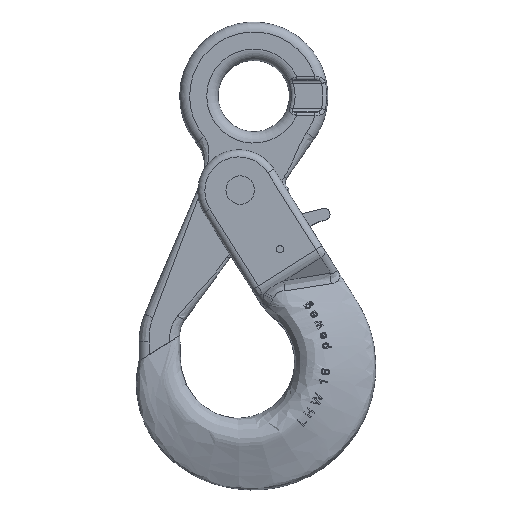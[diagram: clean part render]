
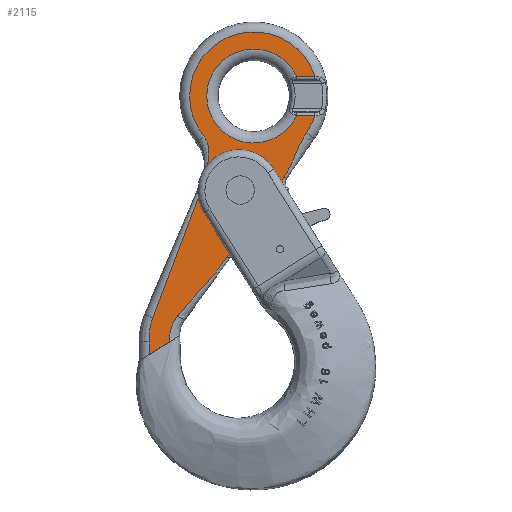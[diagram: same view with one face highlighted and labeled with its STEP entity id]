
A CAD part, top view. The second image highlights one B-rep face of the part: STEP entity #2115.
In plain terms, the highlighted planar face has unit normal (0, 0, 1).
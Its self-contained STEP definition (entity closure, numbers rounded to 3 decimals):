
#44=(
BOUNDED_CURVE()
B_SPLINE_CURVE(3,(#23229,#23230,#23231,#23232,#23233,#23234,#23235,#23236,
#23237,#23238,#23239,#23240),.UNSPECIFIED.,.F.,.F.)
B_SPLINE_CURVE_WITH_KNOTS((4,2,2,2,2,4),(0.,0.102,0.252,
0.401,0.701,1.),.UNSPECIFIED.)
CURVE()
GEOMETRIC_REPRESENTATION_ITEM()
RATIONAL_B_SPLINE_CURVE((1.,1.,1.,1.,1.,1.,1.,1.,1.,1.,1.,1.))
REPRESENTATION_ITEM('')
);
#45=(
BOUNDED_CURVE()
B_SPLINE_CURVE(3,(#23244,#23245,#23246,#23247),.UNSPECIFIED.,.F.,.F.)
B_SPLINE_CURVE_WITH_KNOTS((4,4),(0.,1.),.UNSPECIFIED.)
CURVE()
GEOMETRIC_REPRESENTATION_ITEM()
RATIONAL_B_SPLINE_CURVE((1.,1.,1.,1.))
REPRESENTATION_ITEM('')
);
#46=(
BOUNDED_CURVE()
B_SPLINE_CURVE(3,(#23249,#23250,#23251,#23252),.UNSPECIFIED.,.F.,.F.)
B_SPLINE_CURVE_WITH_KNOTS((4,4),(0.,1.),.UNSPECIFIED.)
CURVE()
GEOMETRIC_REPRESENTATION_ITEM()
RATIONAL_B_SPLINE_CURVE((1.,1.,1.,1.))
REPRESENTATION_ITEM('')
);
#47=(
BOUNDED_CURVE()
B_SPLINE_CURVE(3,(#23255,#23256,#23257,#23258,#23259,#23260),.UNSPECIFIED.,
.F.,.F.)
B_SPLINE_CURVE_WITH_KNOTS((4,2,4),(0.,0.52,1.),.UNSPECIFIED.)
CURVE()
GEOMETRIC_REPRESENTATION_ITEM()
RATIONAL_B_SPLINE_CURVE((1.,1.,1.,1.,1.,1.))
REPRESENTATION_ITEM('')
);
#48=(
BOUNDED_CURVE()
B_SPLINE_CURVE(3,(#23262,#23263,#23264,#23265,#23266,#23267,#23268),.UNSPECIFIED.,
.F.,.F.)
B_SPLINE_CURVE_WITH_KNOTS((4,3,4),(0.,0.213,1.),.UNSPECIFIED.)
CURVE()
GEOMETRIC_REPRESENTATION_ITEM()
RATIONAL_B_SPLINE_CURVE((1.,1.,1.,1.,1.,1.,1.))
REPRESENTATION_ITEM('')
);
#49=(
BOUNDED_CURVE()
B_SPLINE_CURVE(3,(#23277,#23278,#23279,#23280),.UNSPECIFIED.,.F.,.F.)
B_SPLINE_CURVE_WITH_KNOTS((4,4),(0.,1.),.UNSPECIFIED.)
CURVE()
GEOMETRIC_REPRESENTATION_ITEM()
RATIONAL_B_SPLINE_CURVE((1.,1.,1.,1.))
REPRESENTATION_ITEM('')
);
#453=LINE('',#22613,#792);
#463=LINE('',#22923,#802);
#464=LINE('',#22952,#803);
#471=LINE('',#23225,#810);
#472=LINE('',#23254,#811);
#473=LINE('',#23284,#812);
#792=VECTOR('',#6970,1.);
#802=VECTOR('',#7018,1.);
#803=VECTOR('',#7021,1.);
#810=VECTOR('',#7076,1.);
#811=VECTOR('',#7081,1.);
#812=VECTOR('',#7092,1.);
#1484=PLANE('',#6145);
#1781=FACE_OUTER_BOUND('',#2585,.T.);
#2115=ADVANCED_FACE('',(#1781),#1484,.F.);
#2585=EDGE_LOOP('',(#4161,#4162,#4163,#4164,#4165,#4166,#4167,#4168,#4169,
#4170,#4171,#4172,#4173,#4174,#4175,#4176,#4177,#4178,#4179,#4180));
#4161=ORIENTED_EDGE('',*,*,#5545,.F.);
#4162=ORIENTED_EDGE('',*,*,#5648,.F.);
#4163=ORIENTED_EDGE('',*,*,#5649,.F.);
#4164=ORIENTED_EDGE('',*,*,#5650,.F.);
#4165=ORIENTED_EDGE('',*,*,#5651,.T.);
#4166=ORIENTED_EDGE('',*,*,#5652,.F.);
#4167=ORIENTED_EDGE('',*,*,#5653,.F.);
#4168=ORIENTED_EDGE('',*,*,#5654,.F.);
#4169=ORIENTED_EDGE('',*,*,#5578,.F.);
#4170=ORIENTED_EDGE('',*,*,#5655,.F.);
#4171=ORIENTED_EDGE('',*,*,#5656,.F.);
#4172=ORIENTED_EDGE('',*,*,#5657,.F.);
#4173=ORIENTED_EDGE('',*,*,#5658,.F.);
#4174=ORIENTED_EDGE('',*,*,#5616,.T.);
#4175=ORIENTED_EDGE('',*,*,#5619,.T.);
#4176=ORIENTED_EDGE('',*,*,#5659,.F.);
#4177=ORIENTED_EDGE('',*,*,#5660,.F.);
#4178=ORIENTED_EDGE('',*,*,#5661,.F.);
#4179=ORIENTED_EDGE('',*,*,#5662,.F.);
#4180=ORIENTED_EDGE('',*,*,#5663,.F.);
#4777=VERTEX_POINT('',#22410);
#4778=VERTEX_POINT('',#22412);
#4801=VERTEX_POINT('',#22612);
#4802=VERTEX_POINT('',#22614);
#4818=VERTEX_POINT('',#22922);
#4819=VERTEX_POINT('',#22924);
#4820=VERTEX_POINT('',#22951);
#4833=VERTEX_POINT('',#23226);
#4834=VERTEX_POINT('',#23228);
#4835=VERTEX_POINT('',#23241);
#4836=VERTEX_POINT('',#23243);
#4837=VERTEX_POINT('',#23248);
#4838=VERTEX_POINT('',#23253);
#4839=VERTEX_POINT('',#23261);
#4840=VERTEX_POINT('',#23269);
#4841=VERTEX_POINT('',#23271);
#4842=VERTEX_POINT('',#23274);
#4843=VERTEX_POINT('',#23276);
#4844=VERTEX_POINT('',#23281);
#4845=VERTEX_POINT('',#23283);
#5545=EDGE_CURVE('',#4777,#4778,#5803,.T.);
#5578=EDGE_CURVE('',#4801,#4802,#453,.T.);
#5616=EDGE_CURVE('',#4819,#4818,#463,.T.);
#5619=EDGE_CURVE('',#4818,#4820,#464,.T.);
#5648=EDGE_CURVE('',#4833,#4777,#471,.T.);
#5649=EDGE_CURVE('',#4834,#4833,#5831,.T.);
#5650=EDGE_CURVE('',#4835,#4834,#44,.T.);
#5651=EDGE_CURVE('',#4835,#4836,#5832,.T.);
#5652=EDGE_CURVE('',#4837,#4836,#45,.T.);
#5653=EDGE_CURVE('',#4838,#4837,#46,.T.);
#5654=EDGE_CURVE('',#4802,#4838,#472,.T.);
#5655=EDGE_CURVE('',#4839,#4801,#47,.T.);
#5656=EDGE_CURVE('',#4840,#4839,#48,.T.);
#5657=EDGE_CURVE('',#4841,#4840,#5833,.T.);
#5658=EDGE_CURVE('',#4819,#4841,#5834,.T.);
#5659=EDGE_CURVE('',#4842,#4820,#5835,.T.);
#5660=EDGE_CURVE('',#4843,#4842,#5836,.T.);
#5661=EDGE_CURVE('',#4844,#4843,#49,.T.);
#5662=EDGE_CURVE('',#4845,#4844,#5837,.T.);
#5663=EDGE_CURVE('',#4778,#4845,#473,.T.);
#5803=CIRCLE('',#6076,33.);
#5831=CIRCLE('',#6138,45.);
#5832=CIRCLE('',#6139,26.);
#5833=CIRCLE('',#6140,52.);
#5834=CIRCLE('',#6141,32.018);
#5835=CIRCLE('',#6142,32.018);
#5836=CIRCLE('',#6143,7.);
#5837=CIRCLE('',#6144,45.);
#6076=AXIS2_PLACEMENT_3D('',#22411,#6926,#6927);
#6138=AXIS2_PLACEMENT_3D('',#23227,#7077,#7078);
#6139=AXIS2_PLACEMENT_3D('',#23242,#7079,#7080);
#6140=AXIS2_PLACEMENT_3D('',#23270,#7082,#7083);
#6141=AXIS2_PLACEMENT_3D('',#23272,#7084,#7085);
#6142=AXIS2_PLACEMENT_3D('',#23273,#7086,#7087);
#6143=AXIS2_PLACEMENT_3D('',#23275,#7088,#7089);
#6144=AXIS2_PLACEMENT_3D('',#23282,#7090,#7091);
#6145=AXIS2_PLACEMENT_3D('',#23285,#7093,#7094);
#6926=DIRECTION('',(0.,0.,1.));
#6927=DIRECTION('',(1.,0.,0.));
#6970=DIRECTION('',(-0.848,-0.53,0.));
#7018=DIRECTION('',(0.358,0.934,0.));
#7021=DIRECTION('',(0.998,0.07,0.));
#7076=DIRECTION('',(-1.,0.,0.));
#7077=DIRECTION('',(0.,0.,-1.));
#7078=DIRECTION('',(1.,0.,0.));
#7079=DIRECTION('',(0.,0.,-1.));
#7080=DIRECTION('',(1.,0.,0.));
#7081=DIRECTION('',(0.,1.,0.));
#7082=DIRECTION('',(0.,0.,1.));
#7083=DIRECTION('',(1.,0.,0.));
#7084=DIRECTION('',(0.,0.,-1.));
#7085=DIRECTION('',(1.,0.,0.));
#7086=DIRECTION('',(0.,0.,-1.));
#7087=DIRECTION('',(1.,0.,0.));
#7088=DIRECTION('',(0.,0.,1.));
#7089=DIRECTION('',(1.,0.,0.));
#7090=DIRECTION('',(0.,0.,-1.));
#7091=DIRECTION('',(1.,0.,0.));
#7092=DIRECTION('',(1.,0.,0.));
#7093=DIRECTION('',(0.,0.,-1.));
#7094=DIRECTION('',(1.,0.,0.));
#22410=CARTESIAN_POINT('',(41.513,199.475,8.));
#22411=CARTESIAN_POINT('',(11.389,186.,8.));
#22412=CARTESIAN_POINT('',(41.513,172.525,8.));
#22612=CARTESIAN_POINT('',(-47.664,13.593,8.));
#22613=CARTESIAN_POINT('',(-40.611,18.,8.));
#22614=CARTESIAN_POINT('',(-62.111,4.565,8.));
#22922=CARTESIAN_POINT('',(23.597,104.,8.));
#22923=CARTESIAN_POINT('',(-11.11,13.585,8.));
#22924=CARTESIAN_POINT('',(19.466,93.238,8.));
#22951=CARTESIAN_POINT('',(29.871,104.439,8.));
#22952=CARTESIAN_POINT('',(-28.37,100.366,8.));
#23225=CARTESIAN_POINT('',(41.978,199.475,8.));
#23226=CARTESIAN_POINT('',(54.324,199.475,8.));
#23227=CARTESIAN_POINT('',(11.389,186.,8.));
#23228=CARTESIAN_POINT('',(-23.383,157.437,8.));
#23229=CARTESIAN_POINT('',(-21.6,131.146,8.));
#23230=CARTESIAN_POINT('',(-21.459,131.974,8.));
#23231=CARTESIAN_POINT('',(-21.356,132.808,8.));
#23232=CARTESIAN_POINT('',(-21.171,134.864,8.));
#23233=CARTESIAN_POINT('',(-21.157,136.086,8.));
#23234=CARTESIAN_POINT('',(-20.959,138.543,8.));
#23235=CARTESIAN_POINT('',(-20.788,139.789,8.));
#23236=CARTESIAN_POINT('',(-20.285,143.682,8.));
#23237=CARTESIAN_POINT('',(-19.975,146.518,8.));
#23238=CARTESIAN_POINT('',(-20.591,152.28,8.));
#23239=CARTESIAN_POINT('',(-21.528,155.178,8.));
#23240=CARTESIAN_POINT('',(-23.383,157.437,8.));
#23241=CARTESIAN_POINT('',(-21.6,131.146,8.));
#23242=CARTESIAN_POINT('',(1.889,120.,8.));
#23243=CARTESIAN_POINT('',(-23.689,124.661,8.));
#23244=CARTESIAN_POINT('',(-59.394,30.596,8.));
#23245=CARTESIAN_POINT('',(-46.048,62.037,8.));
#23246=CARTESIAN_POINT('',(-36.285,94.999,8.));
#23247=CARTESIAN_POINT('',(-22.939,126.44,8.));
#23248=CARTESIAN_POINT('',(-59.394,30.596,8.));
#23249=CARTESIAN_POINT('',(-62.111,13.497,8.));
#23250=CARTESIAN_POINT('',(-62.111,19.21,8.));
#23251=CARTESIAN_POINT('',(-61.701,25.161,8.));
#23252=CARTESIAN_POINT('',(-59.394,30.596,8.));
#23253=CARTESIAN_POINT('',(-62.111,13.497,8.));
#23254=CARTESIAN_POINT('',(-62.111,18.,8.));
#23255=CARTESIAN_POINT('',(-41.984,32.075,8.));
#23256=CARTESIAN_POINT('',(-43.938,29.386,8.));
#23257=CARTESIAN_POINT('',(-45.542,26.391,8.));
#23258=CARTESIAN_POINT('',(-47.496,20.11,8.));
#23259=CARTESIAN_POINT('',(-47.908,16.866,8.));
#23260=CARTESIAN_POINT('',(-47.664,13.593,8.));
#23261=CARTESIAN_POINT('',(-41.984,32.075,8.));
#23262=CARTESIAN_POINT('',(-7.144,73.314,8.));
#23263=CARTESIAN_POINT('',(-9.393,70.218,8.));
#23264=CARTESIAN_POINT('',(-11.643,67.122,8.));
#23265=CARTESIAN_POINT('',(-13.893,64.025,8.));
#23266=CARTESIAN_POINT('',(-22.192,52.602,8.));
#23267=CARTESIAN_POINT('',(-33.684,43.499,8.));
#23268=CARTESIAN_POINT('',(-41.984,32.075,8.));
#23269=CARTESIAN_POINT('',(-7.144,73.314,8.));
#23270=CARTESIAN_POINT('',(34.925,42.75,8.));
#23271=CARTESIAN_POINT('',(14.479,90.561,8.));
#23272=CARTESIAN_POINT('',(1.889,120.,8.));
#23273=CARTESIAN_POINT('',(1.889,120.,8.));
#23274=CARTESIAN_POINT('',(33.907,120.085,8.));
#23275=CARTESIAN_POINT('',(38.511,125.357,8.));
#23276=CARTESIAN_POINT('',(32.777,129.373,8.));
#23277=CARTESIAN_POINT('',(48.251,160.189,8.));
#23278=CARTESIAN_POINT('',(41.728,150.873,8.));
#23279=CARTESIAN_POINT('',(39.3,138.689,8.));
#23280=CARTESIAN_POINT('',(32.777,129.373,8.));
#23281=CARTESIAN_POINT('',(48.251,160.189,8.));
#23282=CARTESIAN_POINT('',(11.389,186.,8.));
#23283=CARTESIAN_POINT('',(54.324,172.525,8.));
#23284=CARTESIAN_POINT('',(54.652,172.525,8.));
#23285=CARTESIAN_POINT('',(-22.611,18.,8.));
